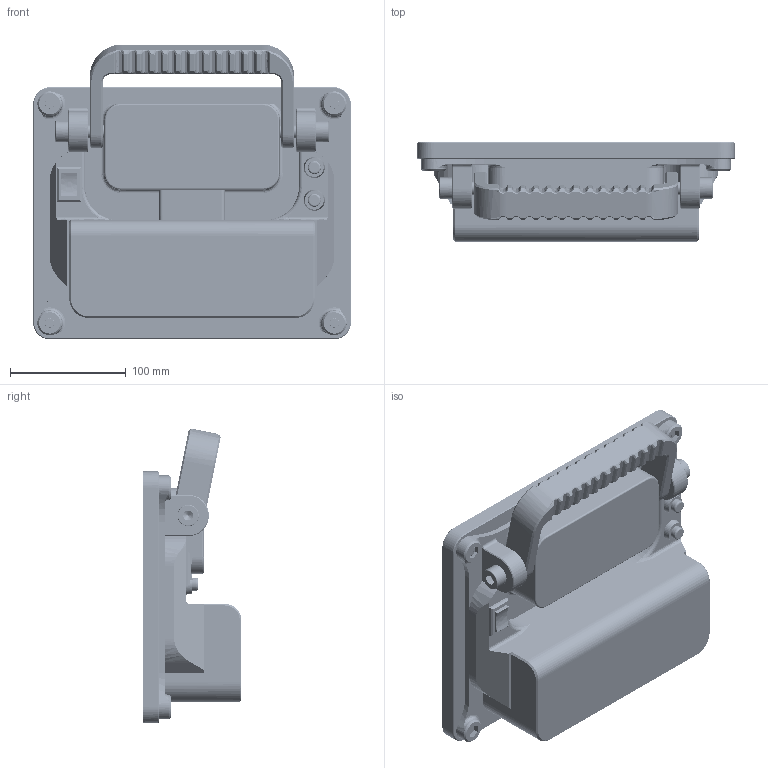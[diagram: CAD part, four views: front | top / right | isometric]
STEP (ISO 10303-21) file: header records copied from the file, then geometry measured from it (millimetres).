
FILE_DESCRIPTION(('FreeCAD Model'),'2;1');
FILE_NAME('Open CASCADE Shape Model','2025-04-30T09:43:19',('FreeCAD'),( 'FreeCAD'),'Open CASCADE STEP processor 7.6','FreeCAD','Unknown');
FILE_SCHEMA(('AUTOMOTIVE_DESIGN { 1 0 10303 214 1 1 1 1 }'));
Products named in the file (1): Open CASCADE STEP translator 7.6 1
Bounding box: 274.31 x 85.41 x 254.58 mm (x, y, z)
Volume: 1448512.2 mm3; surface area: 778210.9 mm2
Topology: 44 solids, 44 shells, 3308 faces, 10688 edges, 7987 vertices
Faces by surface type: bspline 3308
Entity records: 147244 total; most frequent: CARTESIAN_POINT 85717, ORIENTED_EDGE 21348, EDGE_CURVE 10674, VERTEX_POINT 7987, B_SPLINE_CURVE_WITH_KNOTS 7165, FACE_BOUND 4721, EDGE_LOOP 4721, ADVANCED_FACE 3308
